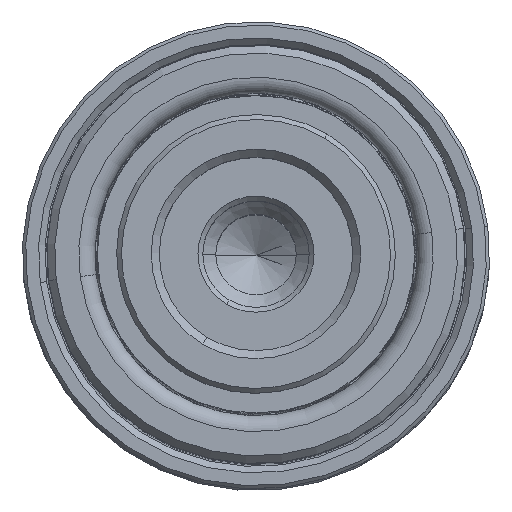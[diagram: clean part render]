
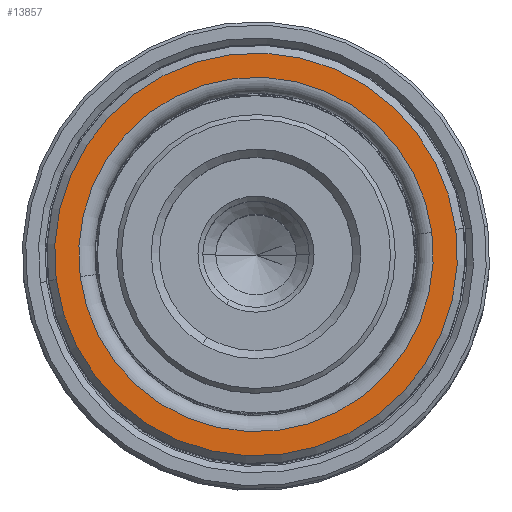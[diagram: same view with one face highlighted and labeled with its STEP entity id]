
A CAD part, top view. The second image highlights one B-rep face of the part: STEP entity #13857.
In plain terms, the highlighted planar face has unit normal (0, 0, 1).
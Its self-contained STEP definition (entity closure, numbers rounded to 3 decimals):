
#426 = ORIENTED_EDGE ( 'NONE', *, *, #14962, .T. ) ;
#1036 = PLANE ( 'NONE',  #32522 ) ;
#1668 = AXIS2_PLACEMENT_3D ( 'NONE', #10122, #28147, #12693 ) ;
#2052 = CARTESIAN_POINT ( 'NONE',  ( -11., 0., 35. ) ) ;
#2349 = CIRCLE ( 'NONE', #12602, 12.5 ) ;
#2536 = DIRECTION ( 'NONE',  ( 0., 0., -1. ) ) ;
#2993 = AXIS2_PLACEMENT_3D ( 'NONE', #17922, #2536, #20577 ) ;
#3782 = FACE_OUTER_BOUND ( 'NONE', #7580, .T. ) ;
#4568 = CARTESIAN_POINT ( 'NONE',  ( 0., 0., 35. ) ) ;
#4589 = CARTESIAN_POINT ( 'NONE',  ( 12.5, 0., 35. ) ) ;
#5551 = EDGE_CURVE ( 'NONE', #9378, #15978, #2349, .T. ) ;
#6200 = ORIENTED_EDGE ( 'NONE', *, *, #5551, .T. ) ;
#7153 = DIRECTION ( 'NONE',  ( 1., 0., 0. ) ) ;
#7580 = EDGE_LOOP ( 'NONE', ( #6200, #16874 ) ) ;
#8757 = CARTESIAN_POINT ( 'NONE',  ( -12.5, 0., 35. ) ) ;
#9378 = VERTEX_POINT ( 'NONE', #8757 ) ;
#10122 = CARTESIAN_POINT ( 'NONE',  ( 0., 0., 35. ) ) ;
#11918 = EDGE_CURVE ( 'NONE', #15978, #9378, #21561, .T. ) ;
#12395 = CARTESIAN_POINT ( 'NONE',  ( 0., 0., 35. ) ) ;
#12602 = AXIS2_PLACEMENT_3D ( 'NONE', #12395, #30413, #30100 ) ;
#12693 = DIRECTION ( 'NONE',  ( 1., 0., 0. ) ) ;
#13775 = DIRECTION ( 'NONE',  ( 0., 0., 1. ) ) ;
#13857 = ADVANCED_FACE ( 'NONE', ( #17429, #3782 ), #1036, .T. ) ;
#14962 = EDGE_CURVE ( 'NONE', #29506, #19215, #20306, .T. ) ;
#14996 = ORIENTED_EDGE ( 'NONE', *, *, #29527, .T. ) ;
#15978 = VERTEX_POINT ( 'NONE', #4589 ) ;
#16874 = ORIENTED_EDGE ( 'NONE', *, *, #11918, .T. ) ;
#17429 = FACE_BOUND ( 'NONE', #32222, .T. ) ;
#17922 = CARTESIAN_POINT ( 'NONE',  ( 0., 0., 35. ) ) ;
#19047 = DIRECTION ( 'NONE',  ( 1., 0., 0. ) ) ;
#19215 = VERTEX_POINT ( 'NONE', #2052 ) ;
#19441 = CIRCLE ( 'NONE', #32174, 11. ) ;
#19797 = CARTESIAN_POINT ( 'NONE',  ( 11., 0., 35. ) ) ;
#20306 = CIRCLE ( 'NONE', #2993, 11. ) ;
#20577 = DIRECTION ( 'NONE',  ( 1., 0., 0. ) ) ;
#21561 = CIRCLE ( 'NONE', #1668, 12.5 ) ;
#22615 = DIRECTION ( 'NONE',  ( 0., 0., -1. ) ) ;
#28147 = DIRECTION ( 'NONE',  ( 0., 0., 1. ) ) ;
#29506 = VERTEX_POINT ( 'NONE', #19797 ) ;
#29527 = EDGE_CURVE ( 'NONE', #19215, #29506, #19441, .T. ) ;
#30100 = DIRECTION ( 'NONE',  ( 1., 0., 0. ) ) ;
#30413 = DIRECTION ( 'NONE',  ( 0., 0., 1. ) ) ;
#32033 = CARTESIAN_POINT ( 'NONE',  ( 0., 0., 35. ) ) ;
#32174 = AXIS2_PLACEMENT_3D ( 'NONE', #4568, #22615, #7153 ) ;
#32222 = EDGE_LOOP ( 'NONE', ( #426, #14996 ) ) ;
#32522 = AXIS2_PLACEMENT_3D ( 'NONE', #32033, #13775, #19047 ) ;
